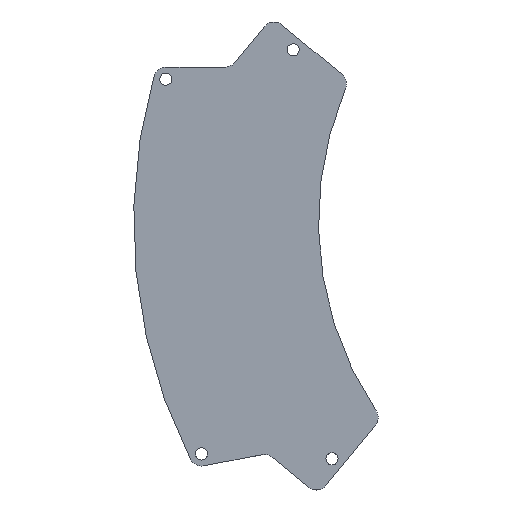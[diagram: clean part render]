
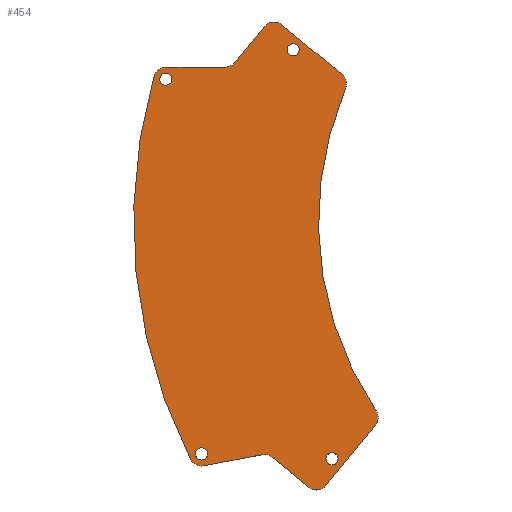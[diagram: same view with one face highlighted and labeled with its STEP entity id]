
A CAD part, top view. The second image highlights one B-rep face of the part: STEP entity #454.
In plain terms, the highlighted planar face has unit normal (0, 0, 1).
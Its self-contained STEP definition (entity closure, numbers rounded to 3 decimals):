
#17=FACE_BOUND('',#76,.T.);
#18=FACE_BOUND('',#77,.T.);
#19=FACE_BOUND('',#78,.T.);
#20=FACE_BOUND('',#79,.T.);
#31=PLANE('',#527);
#53=FACE_OUTER_BOUND('',#75,.T.);
#75=EDGE_LOOP('',(#357,#358,#359,#360,#361,#362,#363,#364,#365,#366,#367,
#368,#369,#370,#371,#372));
#76=EDGE_LOOP('',(#373));
#77=EDGE_LOOP('',(#374));
#78=EDGE_LOOP('',(#375));
#79=EDGE_LOOP('',(#376));
#92=LINE('',#701,#124);
#98=LINE('',#725,#130);
#102=LINE('',#737,#134);
#106=LINE('',#749,#138);
#112=LINE('',#773,#144);
#116=LINE('',#783,#148);
#124=VECTOR('',#570,10.);
#130=VECTOR('',#596,10.);
#134=VECTOR('',#608,10.);
#138=VECTOR('',#620,10.);
#144=VECTOR('',#646,10.);
#148=VECTOR('',#658,10.);
#149=CIRCLE('',#480,1.);
#151=CIRCLE('',#483,1.);
#153=CIRCLE('',#486,1.);
#155=CIRCLE('',#489,1.);
#158=CIRCLE('',#493,2.);
#160=CIRCLE('',#497,2.);
#162=CIRCLE('',#500,56.);
#164=CIRCLE('',#503,2.);
#166=CIRCLE('',#507,2.);
#168=CIRCLE('',#511,2.);
#170=CIRCLE('',#515,2.);
#172=CIRCLE('',#518,86.5);
#174=CIRCLE('',#521,2.);
#176=CIRCLE('',#525,2.);
#177=VERTEX_POINT('',#665);
#179=VERTEX_POINT('',#671);
#181=VERTEX_POINT('',#677);
#183=VERTEX_POINT('',#683);
#187=VERTEX_POINT('',#692);
#188=VERTEX_POINT('',#694);
#190=VERTEX_POINT('',#700);
#192=VERTEX_POINT('',#706);
#194=VERTEX_POINT('',#712);
#196=VERTEX_POINT('',#718);
#198=VERTEX_POINT('',#724);
#200=VERTEX_POINT('',#730);
#202=VERTEX_POINT('',#736);
#204=VERTEX_POINT('',#742);
#206=VERTEX_POINT('',#748);
#208=VERTEX_POINT('',#754);
#210=VERTEX_POINT('',#760);
#212=VERTEX_POINT('',#766);
#214=VERTEX_POINT('',#772);
#216=VERTEX_POINT('',#778);
#217=EDGE_CURVE('',#177,#177,#149,.T.);
#220=EDGE_CURVE('',#179,#179,#151,.T.);
#223=EDGE_CURVE('',#181,#181,#153,.T.);
#226=EDGE_CURVE('',#183,#183,#155,.T.);
#231=EDGE_CURVE('',#188,#187,#158,.T.);
#234=EDGE_CURVE('',#190,#188,#92,.T.);
#237=EDGE_CURVE('',#192,#190,#160,.T.);
#240=EDGE_CURVE('',#194,#192,#162,.T.);
#243=EDGE_CURVE('',#196,#194,#164,.T.);
#246=EDGE_CURVE('',#198,#196,#98,.T.);
#249=EDGE_CURVE('',#200,#198,#166,.T.);
#252=EDGE_CURVE('',#202,#200,#102,.T.);
#255=EDGE_CURVE('',#204,#202,#168,.T.);
#258=EDGE_CURVE('',#206,#204,#106,.T.);
#261=EDGE_CURVE('',#208,#206,#170,.T.);
#264=EDGE_CURVE('',#210,#208,#172,.T.);
#267=EDGE_CURVE('',#212,#210,#174,.T.);
#270=EDGE_CURVE('',#214,#212,#112,.T.);
#273=EDGE_CURVE('',#216,#214,#176,.T.);
#276=EDGE_CURVE('',#187,#216,#116,.T.);
#357=ORIENTED_EDGE('',*,*,#276,.T.);
#358=ORIENTED_EDGE('',*,*,#273,.T.);
#359=ORIENTED_EDGE('',*,*,#270,.T.);
#360=ORIENTED_EDGE('',*,*,#267,.T.);
#361=ORIENTED_EDGE('',*,*,#264,.T.);
#362=ORIENTED_EDGE('',*,*,#261,.T.);
#363=ORIENTED_EDGE('',*,*,#258,.T.);
#364=ORIENTED_EDGE('',*,*,#255,.T.);
#365=ORIENTED_EDGE('',*,*,#252,.T.);
#366=ORIENTED_EDGE('',*,*,#249,.T.);
#367=ORIENTED_EDGE('',*,*,#246,.T.);
#368=ORIENTED_EDGE('',*,*,#243,.T.);
#369=ORIENTED_EDGE('',*,*,#240,.T.);
#370=ORIENTED_EDGE('',*,*,#237,.T.);
#371=ORIENTED_EDGE('',*,*,#234,.T.);
#372=ORIENTED_EDGE('',*,*,#231,.T.);
#373=ORIENTED_EDGE('',*,*,#226,.T.);
#374=ORIENTED_EDGE('',*,*,#223,.T.);
#375=ORIENTED_EDGE('',*,*,#220,.T.);
#376=ORIENTED_EDGE('',*,*,#217,.T.);
#454=ADVANCED_FACE('',(#53,#17,#18,#19,#20),#31,.T.);
#480=AXIS2_PLACEMENT_3D('',#666,#533,#534);
#483=AXIS2_PLACEMENT_3D('',#672,#540,#541);
#486=AXIS2_PLACEMENT_3D('',#678,#547,#548);
#489=AXIS2_PLACEMENT_3D('',#684,#554,#555);
#493=AXIS2_PLACEMENT_3D('',#695,#564,#565);
#497=AXIS2_PLACEMENT_3D('',#707,#576,#577);
#500=AXIS2_PLACEMENT_3D('',#713,#583,#584);
#503=AXIS2_PLACEMENT_3D('',#719,#590,#591);
#507=AXIS2_PLACEMENT_3D('',#731,#602,#603);
#511=AXIS2_PLACEMENT_3D('',#743,#614,#615);
#515=AXIS2_PLACEMENT_3D('',#755,#626,#627);
#518=AXIS2_PLACEMENT_3D('',#761,#633,#634);
#521=AXIS2_PLACEMENT_3D('',#767,#640,#641);
#525=AXIS2_PLACEMENT_3D('',#779,#652,#653);
#527=AXIS2_PLACEMENT_3D('',#784,#659,#660);
#533=DIRECTION('center_axis',(0.,0.,-1.));
#534=DIRECTION('ref_axis',(-1.,0.,0.));
#540=DIRECTION('center_axis',(0.,0.,-1.));
#541=DIRECTION('ref_axis',(-1.,0.,0.));
#547=DIRECTION('center_axis',(0.,0.,-1.));
#548=DIRECTION('ref_axis',(-1.,0.,0.));
#554=DIRECTION('center_axis',(0.,0.,-1.));
#555=DIRECTION('ref_axis',(-1.,0.,0.));
#564=DIRECTION('center_axis',(0.,0.,1.));
#565=DIRECTION('ref_axis',(0.637,0.771,0.));
#570=DIRECTION('',(-0.771,0.637,0.));
#576=DIRECTION('center_axis',(0.,0.,1.));
#577=DIRECTION('ref_axis',(0.92,-0.391,0.));
#583=DIRECTION('center_axis',(0.,0.,-1.));
#584=DIRECTION('ref_axis',(0.92,-0.391,0.));
#590=DIRECTION('center_axis',(0.,0.,1.));
#591=DIRECTION('ref_axis',(0.771,-0.637,0.));
#596=DIRECTION('',(0.637,0.771,0.));
#602=DIRECTION('center_axis',(0.,0.,1.));
#603=DIRECTION('ref_axis',(-0.637,-0.771,0.));
#608=DIRECTION('',(0.771,-0.637,0.));
#614=DIRECTION('center_axis',(0.,0.,-1.));
#615=DIRECTION('ref_axis',(-0.637,-0.771,0.));
#620=DIRECTION('',(0.982,0.188,0.));
#626=DIRECTION('center_axis',(0.,0.,1.));
#627=DIRECTION('ref_axis',(1.,0.,0.));
#633=DIRECTION('center_axis',(0.,0.,1.));
#634=DIRECTION('ref_axis',(-0.961,0.278,0.));
#640=DIRECTION('center_axis',(0.,0.,1.));
#641=DIRECTION('ref_axis',(1.,0.,0.));
#646=DIRECTION('',(-1.,0.,0.));
#652=DIRECTION('center_axis',(0.,0.,-1.));
#653=DIRECTION('ref_axis',(0.,1.,0.));
#658=DIRECTION('',(-0.637,-0.771,0.));
#659=DIRECTION('center_axis',(0.,0.,1.));
#660=DIRECTION('ref_axis',(1.,0.,0.));
#665=CARTESIAN_POINT('',(1.,0.,1.2));
#666=CARTESIAN_POINT('Origin',(0.,0.,1.2));
#671=CARTESIAN_POINT('',(6.871,-61.822,1.2));
#672=CARTESIAN_POINT('Origin',(5.871,-61.822,1.2));
#677=CARTESIAN_POINT('',(28.412,-62.624,1.2));
#678=CARTESIAN_POINT('Origin',(27.412,-62.624,1.2));
#683=CARTESIAN_POINT('',(22.005,4.842,1.2));
#684=CARTESIAN_POINT('Origin',(21.005,4.842,1.2));
#692=CARTESIAN_POINT('',(16.319,8.715,1.2));
#694=CARTESIAN_POINT('',(19.135,8.983,1.2));
#695=CARTESIAN_POINT('Origin',(17.861,7.441,1.2));
#700=CARTESIAN_POINT('',(29.075,0.767,1.2));
#701=CARTESIAN_POINT('',(29.075,0.767,1.2));
#706=CARTESIAN_POINT('',(29.642,-1.558,1.2));
#707=CARTESIAN_POINT('Origin',(27.801,-0.775,1.2));
#712=CARTESIAN_POINT('',(34.689,-54.713,1.2));
#713=CARTESIAN_POINT('Origin',(81.172,-23.482,1.2));
#718=CARTESIAN_POINT('',(34.571,-57.102,1.2));
#719=CARTESIAN_POINT('Origin',(33.029,-55.828,1.2));
#724=CARTESIAN_POINT('',(26.355,-67.043,1.2));
#725=CARTESIAN_POINT('',(26.355,-67.043,1.2));
#730=CARTESIAN_POINT('',(23.539,-67.31,1.2));
#731=CARTESIAN_POINT('Origin',(24.813,-65.769,1.2));
#736=CARTESIAN_POINT('',(17.549,-62.359,1.2));
#737=CARTESIAN_POINT('',(17.549,-62.359,1.2));
#742=CARTESIAN_POINT('',(15.899,-61.937,1.2));
#743=CARTESIAN_POINT('Origin',(16.275,-63.901,1.2));
#748=CARTESIAN_POINT('',(6.247,-63.786,1.2));
#749=CARTESIAN_POINT('',(6.247,-63.786,1.2));
#754=CARTESIAN_POINT('',(4.088,-62.73,1.2));
#755=CARTESIAN_POINT('Origin',(5.871,-61.822,1.2));
#760=CARTESIAN_POINT('',(-1.921,0.556,1.2));
#761=CARTESIAN_POINT('Origin',(81.172,-23.482,1.2));
#766=CARTESIAN_POINT('',(0.,2.,1.2));
#767=CARTESIAN_POINT('Origin',(0.,0.,1.2));
#772=CARTESIAN_POINT('',(9.827,2.,1.2));
#773=CARTESIAN_POINT('',(9.827,2.,1.2));
#778=CARTESIAN_POINT('',(11.369,2.726,1.2));
#779=CARTESIAN_POINT('Origin',(9.827,4.,1.2));
#783=CARTESIAN_POINT('',(16.319,8.715,1.2));
#784=CARTESIAN_POINT('Origin',(14.851,-29.164,1.2));
